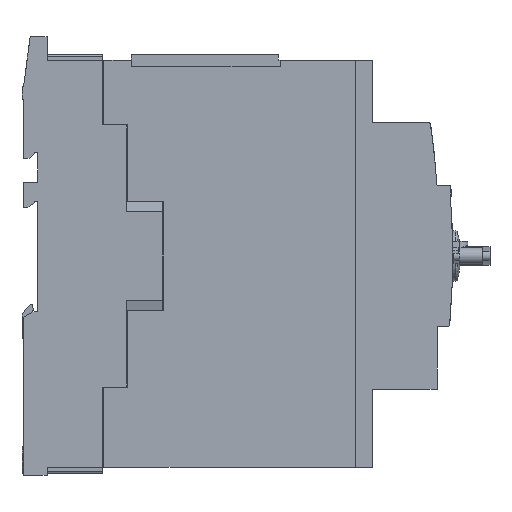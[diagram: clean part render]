
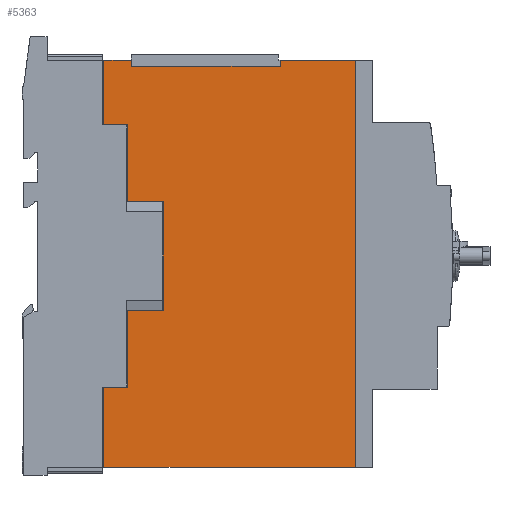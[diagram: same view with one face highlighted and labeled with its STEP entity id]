
A CAD part, left-side view. The second image highlights one B-rep face of the part: STEP entity #5363.
In plain terms, the highlighted planar face has unit normal (-1, 0, 0).
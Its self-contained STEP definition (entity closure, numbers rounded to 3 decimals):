
#5305=EDGE_CURVE('',#14665,#10537,#15614,.T.);
#5363=ADVANCED_FACE('',(#15677),#15678,.F.);
#5515=EDGE_CURVE('',#7705,#13319,#15843,.T.);
#5549=VERTEX_POINT('',#15878);
#6033=VERTEX_POINT('',#16416);
#6487=EDGE_CURVE('',#13471,#10537,#16926,.T.);
#7535=EDGE_CURVE('',#6033,#8589,#18078,.T.);
#7617=VERTEX_POINT('',#18163);
#7705=VERTEX_POINT('',#18260);
#7959=VERTEX_POINT('',#18538);
#8039=VERTEX_POINT('',#18623);
#8589=VERTEX_POINT('',#19233);
#8615=EDGE_CURVE('',#11557,#8039,#19262,.T.);
#8659=EDGE_CURVE('',#7705,#11567,#19309,.T.);
#8909=VERTEX_POINT('',#19580);
#9301=VERTEX_POINT('',#20004);
#9443=EDGE_CURVE('',#11631,#14537,#20164,.T.);
#9717=EDGE_CURVE('',#11567,#10375,#20461,.T.);
#9999=EDGE_CURVE('',#5549,#9301,#20774,.T.);
#10097=EDGE_CURVE('',#8909,#6033,#20881,.T.);
#10375=VERTEX_POINT('',#21189);
#10537=VERTEX_POINT('',#21365);
#10589=EDGE_CURVE('',#11631,#13319,#21431,.T.);
#11007=EDGE_CURVE('',#14537,#8909,#21880,.T.);
#11557=VERTEX_POINT('',#22485);
#11567=VERTEX_POINT('',#22496);
#11631=VERTEX_POINT('',#22562);
#12127=EDGE_CURVE('',#10375,#5549,#23115,.T.);
#12411=EDGE_CURVE('',#9301,#7617,#23424,.T.);
#12441=EDGE_CURVE('',#7617,#14665,#23456,.T.);
#12715=EDGE_CURVE('',#13471,#7959,#23762,.T.);
#12801=EDGE_CURVE('',#8039,#7959,#23853,.T.);
#13319=VERTEX_POINT('',#24417);
#13471=VERTEX_POINT('',#24585);
#14303=EDGE_CURVE('',#8589,#11557,#25480,.T.);
#14537=VERTEX_POINT('',#25744);
#14665=VERTEX_POINT('',#25884);
#15614=LINE('',#26954,#26955);
#15677=FACE_OUTER_BOUND('',#27047,.T.);
#15678=PLANE('',#27048);
#15843=LINE('',#27285,#27286);
#15878=CARTESIAN_POINT('',(-27.375,-81.9,62.5));
#16416=CARTESIAN_POINT('',(-27.375,-44.6,17.25));
#16926=LINE('',#28786,#28787);
#18078=LINE('',#30404,#30405);
#18163=CARTESIAN_POINT('',(-27.375,-105.9,62.499));
#18260=CARTESIAN_POINT('',(-27.375,-34.4,62.5));
#18538=CARTESIAN_POINT('',(-27.375,-25.6,-42.1));
#18623=CARTESIAN_POINT('',(-27.375,-33.1,-42.1));
#19233=CARTESIAN_POINT('',(-27.375,-44.6,-17.25));
#19262=LINE('',#32120,#32121);
#19309=LINE('',#32185,#32186);
#19580=CARTESIAN_POINT('',(-27.375,-33.1,17.25));
#20004=CARTESIAN_POINT('',(-27.375,-105.9,62.5));
#20164=LINE('',#33429,#33430);
#20461=LINE('',#33856,#33857);
#20774=LINE('',#34309,#34310);
#20881=LINE('',#34453,#34454);
#21189=CARTESIAN_POINT('',(-27.375,-81.9,60.5));
#21365=CARTESIAN_POINT('',(-27.375,-105.9,-67.4));
#21431=LINE('',#35245,#35246);
#21880=LINE('',#35947,#35948);
#22485=CARTESIAN_POINT('',(-27.375,-33.1,-17.25));
#22496=CARTESIAN_POINT('',(-27.375,-34.4,60.5));
#22562=CARTESIAN_POINT('',(-27.375,-25.6,42.1));
#23115=LINE('',#37731,#37732);
#23424=LINE('',#38158,#38159);
#23456=LINE('',#38200,#38201);
#23762=LINE('',#38628,#38629);
#23853=LINE('',#38753,#38754);
#24417=CARTESIAN_POINT('',(-27.375,-25.6,62.5));
#24585=CARTESIAN_POINT('',(-27.375,-25.6,-67.4));
#25480=LINE('',#41070,#41071);
#25744=CARTESIAN_POINT('',(-27.375,-33.1,42.1));
#25884=CARTESIAN_POINT('',(-27.375,-105.9,-67.399));
#26954=CARTESIAN_POINT('',(-27.375,-105.9,-2.45));
#26955=VECTOR('',#42969,1.0);
#27047=EDGE_LOOP('',(#43041,#43042,#43043,#43044,#43045,#43046,#43047,#43048,#43049,#43050,#43051,#43052,#43053,#43054,#43055,#43056,#43057,#43058));
#27048=AXIS2_PLACEMENT_3D('',#43059,#43060,#43061);
#27285=CARTESIAN_POINT('',(-27.375,-30.0,62.5));
#27286=VECTOR('',#43264,1.0);
#28786=CARTESIAN_POINT('',(-27.375,-25.6,-67.4));
#28787=VECTOR('',#44524,1.0);
#30404=CARTESIAN_POINT('',(-27.375,-44.6,7.4));
#30405=VECTOR('',#45862,1.0);
#32120=CARTESIAN_POINT('',(-27.375,-33.1,-9.85));
#32121=VECTOR('',#47177,1.0);
#32185=CARTESIAN_POINT('',(-27.375,-34.4,-2.45));
#32186=VECTOR('',#47220,1.0);
#33429=CARTESIAN_POINT('',(-27.375,-27.8,42.1));
#33430=VECTOR('',#48071,1.0);
#33856=CARTESIAN_POINT('',(-27.375,-25.6,60.5));
#33857=VECTOR('',#48363,1.0);
#34309=CARTESIAN_POINT('',(-27.375,-93.9,62.5));
#34310=VECTOR('',#48712,1.0);
#34453=CARTESIAN_POINT('',(-27.375,-31.55,17.25));
#34454=VECTOR('',#48810,1.0);
#35245=CARTESIAN_POINT('',(-27.375,-25.6,-2.45));
#35246=VECTOR('',#49577,1.0);
#35947=CARTESIAN_POINT('',(-27.375,-33.1,19.825));
#35948=VECTOR('',#50016,1.0);
#37731=CARTESIAN_POINT('',(-27.375,-81.9,-2.45));
#37732=VECTOR('',#51336,1.0);
#38158=CARTESIAN_POINT('',(-27.375,-105.9,-2.45));
#38159=VECTOR('',#51664,1.0);
#38200=CARTESIAN_POINT('',(-27.375,-105.9,-2.45));
#38201=VECTOR('',#51694,1.0);
#38628=CARTESIAN_POINT('',(-27.375,-25.6,-2.45));
#38629=VECTOR('',#52070,1.0);
#38753=CARTESIAN_POINT('',(-27.375,-31.55,-42.1));
#38754=VECTOR('',#52144,1.0);
#41070=CARTESIAN_POINT('',(-27.375,-37.3,-17.25));
#41071=VECTOR('',#53745,1.0);
#42969=DIRECTION('',(0.0,0.0,-1.0));
#43041=ORIENTED_EDGE('',*,*,#12801,.T.);
#43042=ORIENTED_EDGE('',*,*,#12715,.F.);
#43043=ORIENTED_EDGE('',*,*,#6487,.T.);
#43044=ORIENTED_EDGE('',*,*,#5305,.F.);
#43045=ORIENTED_EDGE('',*,*,#12441,.F.);
#43046=ORIENTED_EDGE('',*,*,#12411,.F.);
#43047=ORIENTED_EDGE('',*,*,#9999,.F.);
#43048=ORIENTED_EDGE('',*,*,#12127,.F.);
#43049=ORIENTED_EDGE('',*,*,#9717,.F.);
#43050=ORIENTED_EDGE('',*,*,#8659,.F.);
#43051=ORIENTED_EDGE('',*,*,#5515,.T.);
#43052=ORIENTED_EDGE('',*,*,#10589,.F.);
#43053=ORIENTED_EDGE('',*,*,#9443,.T.);
#43054=ORIENTED_EDGE('',*,*,#11007,.T.);
#43055=ORIENTED_EDGE('',*,*,#10097,.T.);
#43056=ORIENTED_EDGE('',*,*,#7535,.T.);
#43057=ORIENTED_EDGE('',*,*,#14303,.T.);
#43058=ORIENTED_EDGE('',*,*,#8615,.T.);
#43059=CARTESIAN_POINT('',(-27.375,-30.0,-2.45));
#43060=DIRECTION('',(1.0,0.0,0.0));
#43061=DIRECTION('',(0.0,1.0,0.0));
#43264=DIRECTION('',(0.0,1.0,0.0));
#44524=DIRECTION('',(0.0,-1.0,0.0));
#45862=DIRECTION('',(0.0,0.0,-1.0));
#47177=DIRECTION('',(0.0,0.0,-1.0));
#47220=DIRECTION('',(0.0,0.0,-1.0));
#48071=DIRECTION('',(0.0,-1.0,0.0));
#48363=DIRECTION('',(0.0,-1.0,0.0));
#48712=DIRECTION('',(0.0,-1.0,0.0));
#48810=DIRECTION('',(0.0,-1.0,0.0));
#49577=DIRECTION('',(0.0,0.0,1.0));
#50016=DIRECTION('',(0.0,0.0,-1.0));
#51336=DIRECTION('',(0.0,0.0,1.0));
#51664=DIRECTION('',(0.0,0.0,-1.0));
#51694=DIRECTION('',(0.0,0.0,-1.0));
#52070=DIRECTION('',(0.0,0.0,1.0));
#52144=DIRECTION('',(-0.0,1.0,0.0));
#53745=DIRECTION('',(-0.0,1.0,0.0));
